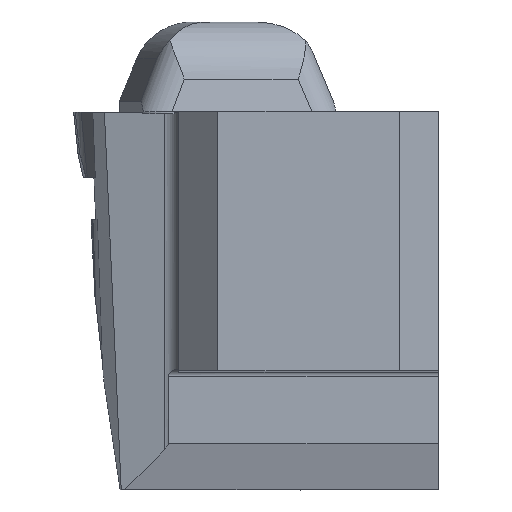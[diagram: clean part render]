
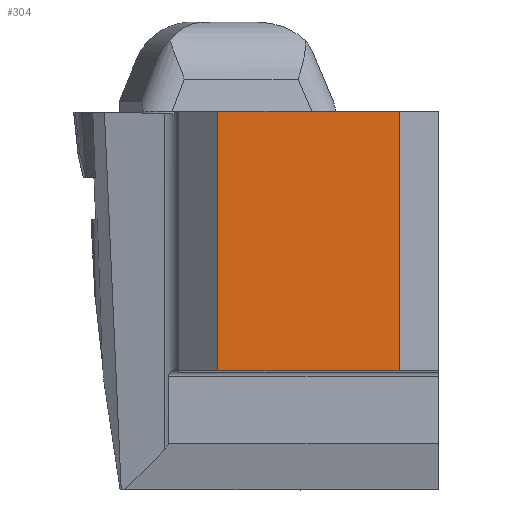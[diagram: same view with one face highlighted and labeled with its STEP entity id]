
A CAD part, top view. The second image highlights one B-rep face of the part: STEP entity #304.
In plain terms, the highlighted planar face has unit normal (0, 0, 1).
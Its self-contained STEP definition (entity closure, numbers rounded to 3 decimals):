
#304=ADVANCED_FACE('CU_BACK_SU1',(#504),#429,.F.);
#429=PLANE('',#2651);
#504=FACE_OUTER_BOUND('',#640,.T.);
#640=EDGE_LOOP('',(#971,#972,#973,#974));
#971=ORIENTED_EDGE('',*,*,#1897,.F.);
#972=ORIENTED_EDGE('',*,*,#1898,.T.);
#973=ORIENTED_EDGE('',*,*,#1899,.T.);
#974=ORIENTED_EDGE('',*,*,#1793,.F.);
#1561=VERTEX_POINT('',#3516);
#1562=VERTEX_POINT('',#3518);
#1639=VERTEX_POINT('',#3818);
#1640=VERTEX_POINT('',#3820);
#1793=EDGE_CURVE('',#1561,#1562,#2154,.T.);
#1897=EDGE_CURVE('',#1639,#1561,#2210,.T.);
#1898=EDGE_CURVE('',#1639,#1640,#2211,.T.);
#1899=EDGE_CURVE('',#1640,#1562,#2212,.T.);
#2154=LINE('',#3517,#2344);
#2210=LINE('',#3817,#2400);
#2211=LINE('',#3819,#2401);
#2212=LINE('',#3821,#2402);
#2344=VECTOR('',#2845,1.);
#2400=VECTOR('',#3017,1.);
#2401=VECTOR('',#3018,1.);
#2402=VECTOR('',#3019,1.);
#2651=AXIS2_PLACEMENT_3D('',#3822,#3020,#3021);
#2845=DIRECTION('',(1.,0.,0.));
#3017=DIRECTION('',(0.,1.,0.));
#3018=DIRECTION('',(1.,0.,0.));
#3019=DIRECTION('',(0.,1.,0.));
#3020=DIRECTION('',(0.,0.,-1.));
#3021=DIRECTION('',(-1.,0.,0.));
#3516=CARTESIAN_POINT('',(-16.925,19.925,0.));
#3517=CARTESIAN_POINT('',(-110.,19.925,0.));
#3518=CARTESIAN_POINT('',(-3.,19.925,0.));
#3817=CARTESIAN_POINT('',(-16.925,0.,0.));
#3818=CARTESIAN_POINT('',(-16.925,0.,0.));
#3819=CARTESIAN_POINT('',(-110.,0.,0.));
#3820=CARTESIAN_POINT('',(-3.,0.,0.));
#3821=CARTESIAN_POINT('',(-3.,0.,0.));
#3822=CARTESIAN_POINT('',(17.496,34.925,0.));
